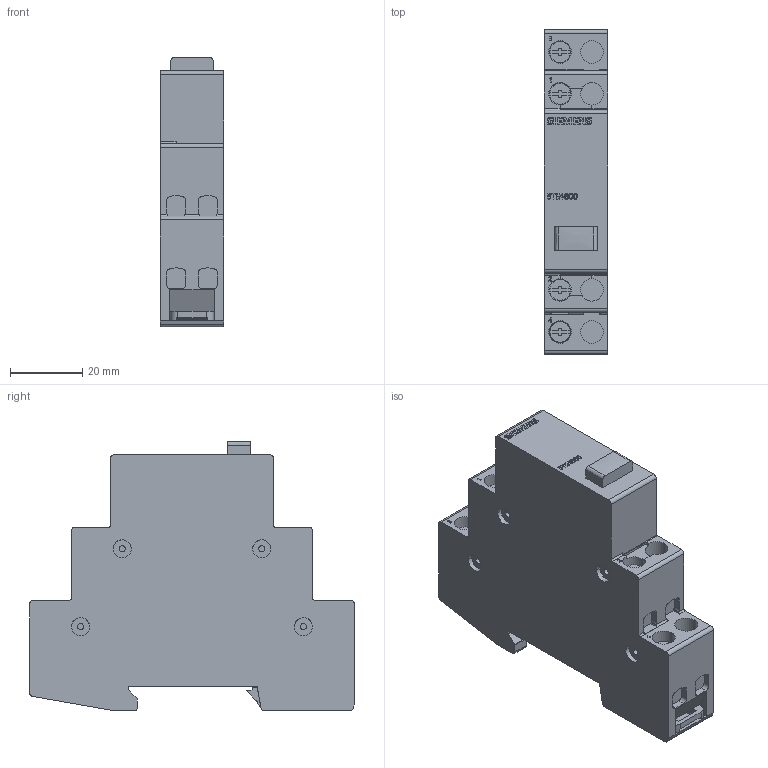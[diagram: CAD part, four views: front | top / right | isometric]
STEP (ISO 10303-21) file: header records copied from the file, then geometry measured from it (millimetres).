
FILE_DESCRIPTION(('STEP AP214'),'1');
FILE_NAME('cctmp_B78A07B7-7225-47D8-ABB9-713E4535989D_2023_07_24_21_08_01_0793..stp','2023-07-24T19:08:02',('SIEMENS A&D'),('CADClick - www.CADClick.com'),'Spatial InterOp 3D postprocessed',' ','unknown authorization');
FILE_SCHEMA(('AUTOMOTIVE_DESIGN'));
Length unit declared in the file: millimetre
Products named in the file (1): 2023_07_24_21_08_01_0761
Bounding box: 17.6 x 89.8 x 74.59 mm (x, y, z)
Volume: 79508.3 mm3; surface area: 20998.1 mm2
Topology: 1 solids, 1 shells, 703 faces, 1968 edges, 1305 vertices
Faces by surface type: plane 432, cylinder 187, extrusion 43, bspline 41
Entity records: 28027 total; most frequent: CARTESIAN_POINT 7837, ORIENTED_EDGE 3936, DIRECTION 3443, EDGE_CURVE 1968, VECTOR 1441, LINE 1398, VERTEX_POINT 1305, AXIS2_PLACEMENT_3D 1001
